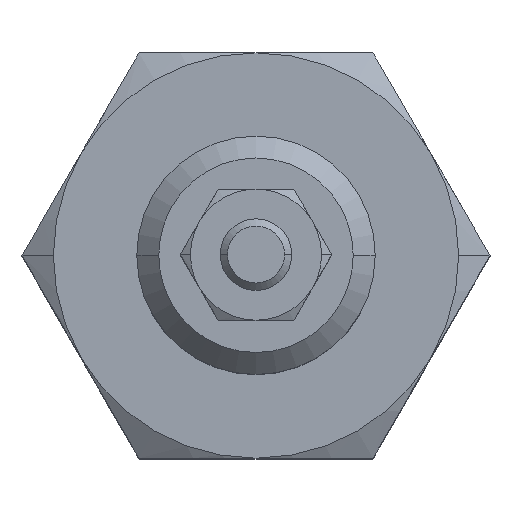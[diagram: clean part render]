
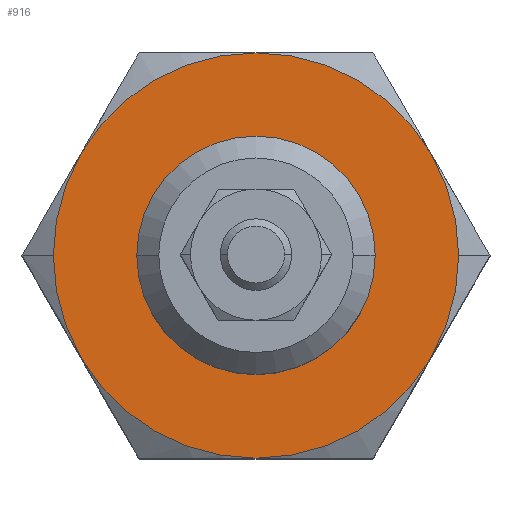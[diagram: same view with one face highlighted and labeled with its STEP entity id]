
A CAD part, top view. The second image highlights one B-rep face of the part: STEP entity #916.
In plain terms, the highlighted planar face has unit normal (0, 0, 1).
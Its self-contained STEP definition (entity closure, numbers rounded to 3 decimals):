
#832=VERTEX_POINT('',#2265);
#882=EDGE_CURVE('',#832,#966,#2323,.T.);
#916=ADVANCED_FACE('',(#2364,#2365),#2366,.T.);
#926=EDGE_CURVE('',#966,#1290,#2377,.T.);
#966=VERTEX_POINT('',#2421);
#992=VERTEX_POINT('',#2448);
#1032=EDGE_CURVE('',#1682,#1138,#2493,.T.);
#1084=EDGE_CURVE('',#1138,#1272,#2551,.T.);
#1138=VERTEX_POINT('',#2610);
#1160=EDGE_CURVE('',#1272,#1354,#2635,.T.);
#1272=VERTEX_POINT('',#2762);
#1280=EDGE_CURVE('',#1736,#1634,#2771,.T.);
#1290=VERTEX_POINT('',#2781);
#1332=EDGE_CURVE('',#1354,#992,#2831,.T.);
#1354=VERTEX_POINT('',#2855);
#1360=EDGE_CURVE('',#1634,#1736,#2862,.T.);
#1634=VERTEX_POINT('',#3164);
#1682=VERTEX_POINT('',#3218);
#1736=VERTEX_POINT('',#3278);
#1850=EDGE_CURVE('',#1290,#1682,#3407,.T.);
#2138=EDGE_CURVE('',#992,#832,#3730,.T.);
#2265=CARTESIAN_POINT('',(-7.361,4.25,36.75));
#2323=CIRCLE('',#4016,8.5);
#2364=FACE_OUTER_BOUND('',#4094,.T.);
#2365=FACE_BOUND('',#4095,.T.);
#2366=PLANE('',#4096);
#2377=CIRCLE('',#4111,8.5);
#2421=CARTESIAN_POINT('',(0.,8.5,36.75));
#2448=CARTESIAN_POINT('',(-8.5,0.,36.75));
#2493=CIRCLE('',#4380,8.5);
#2551=CIRCLE('',#4511,8.5);
#2610=CARTESIAN_POINT('',(7.361,-4.25,36.75));
#2635=CIRCLE('',#4671,8.5);
#2762=CARTESIAN_POINT('',(0.,-8.5,36.75));
#2771=CIRCLE('',#4928,5.);
#2781=CARTESIAN_POINT('',(7.361,4.25,36.75));
#2831=CIRCLE('',#5021,8.5);
#2855=CARTESIAN_POINT('',(-7.361,-4.25,36.75));
#2862=CIRCLE('',#5097,5.);
#3164=CARTESIAN_POINT('',(0.,5.,36.75));
#3218=CARTESIAN_POINT('',(8.5,0.,36.75));
#3278=CARTESIAN_POINT('',(0.,-5.,36.75));
#3407=CIRCLE('',#6053,8.5);
#3730=CIRCLE('',#6606,8.5);
#4016=AXIS2_PLACEMENT_3D('',#6812,#6813,#6814);
#4094=EDGE_LOOP('',(#6879,#6880,#6881,#6882,#6883,#6884,#6885,#6886));
#4095=EDGE_LOOP('',(#6887,#6888));
#4096=AXIS2_PLACEMENT_3D('',#6889,#6890,#6891);
#4111=AXIS2_PLACEMENT_3D('',#6903,#6904,#6905);
#4380=AXIS2_PLACEMENT_3D('',#7007,#7008,#7009);
#4511=AXIS2_PLACEMENT_3D('',#7065,#7066,#7067);
#4671=AXIS2_PLACEMENT_3D('',#7153,#7154,#7155);
#4928=AXIS2_PLACEMENT_3D('',#7298,#7299,#7300);
#5021=AXIS2_PLACEMENT_3D('',#7381,#7382,#7383);
#5097=AXIS2_PLACEMENT_3D('',#7415,#7416,#7417);
#6053=AXIS2_PLACEMENT_3D('',#8036,#8037,#8038);
#6606=AXIS2_PLACEMENT_3D('',#8431,#8432,#8433);
#6812=CARTESIAN_POINT('',(0.,0.,36.75));
#6813=DIRECTION('',(-0.0,0.0,-1.0));
#6814=DIRECTION('',(-1.0,0.,0.0));
#6879=ORIENTED_EDGE('',*,*,#1332,.F.);
#6880=ORIENTED_EDGE('',*,*,#1160,.F.);
#6881=ORIENTED_EDGE('',*,*,#1084,.F.);
#6882=ORIENTED_EDGE('',*,*,#1032,.F.);
#6883=ORIENTED_EDGE('',*,*,#1850,.F.);
#6884=ORIENTED_EDGE('',*,*,#926,.F.);
#6885=ORIENTED_EDGE('',*,*,#882,.F.);
#6886=ORIENTED_EDGE('',*,*,#2138,.F.);
#6887=ORIENTED_EDGE('',*,*,#1280,.T.);
#6888=ORIENTED_EDGE('',*,*,#1360,.T.);
#6889=CARTESIAN_POINT('',(-6.29,0.,36.75));
#6890=DIRECTION('',(0.0,0.0,1.0));
#6891=DIRECTION('',(-1.0,0.,0.0));
#6903=CARTESIAN_POINT('',(0.,0.,36.75));
#6904=DIRECTION('',(-0.0,0.0,-1.0));
#6905=DIRECTION('',(-1.0,0.,0.0));
#7007=CARTESIAN_POINT('',(0.,0.,36.75));
#7008=DIRECTION('',(-0.0,0.0,-1.0));
#7009=DIRECTION('',(-1.0,0.,0.0));
#7065=CARTESIAN_POINT('',(0.,0.,36.75));
#7066=DIRECTION('',(-0.0,0.0,-1.0));
#7067=DIRECTION('',(-1.0,0.,0.0));
#7153=CARTESIAN_POINT('',(0.,0.,36.75));
#7154=DIRECTION('',(-0.0,0.0,-1.0));
#7155=DIRECTION('',(-1.0,0.,0.0));
#7298=CARTESIAN_POINT('',(0.0,0.,36.75));
#7299=DIRECTION('',(0.0,0.0,-1.0));
#7300=DIRECTION('',(0.,-1.0,0.0));
#7381=CARTESIAN_POINT('',(0.,0.,36.75));
#7382=DIRECTION('',(-0.0,0.0,-1.0));
#7383=DIRECTION('',(-1.0,0.,0.0));
#7415=CARTESIAN_POINT('',(0.0,0.,36.75));
#7416=DIRECTION('',(0.0,0.0,-1.0));
#7417=DIRECTION('',(0.,-1.0,0.0));
#8036=CARTESIAN_POINT('',(0.,0.,36.75));
#8037=DIRECTION('',(-0.0,0.0,-1.0));
#8038=DIRECTION('',(-1.0,0.,0.0));
#8431=CARTESIAN_POINT('',(0.,0.,36.75));
#8432=DIRECTION('',(-0.0,0.0,-1.0));
#8433=DIRECTION('',(-1.0,0.,0.0));
